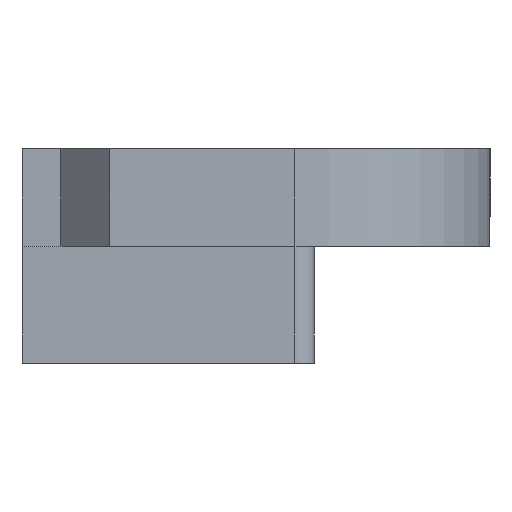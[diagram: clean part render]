
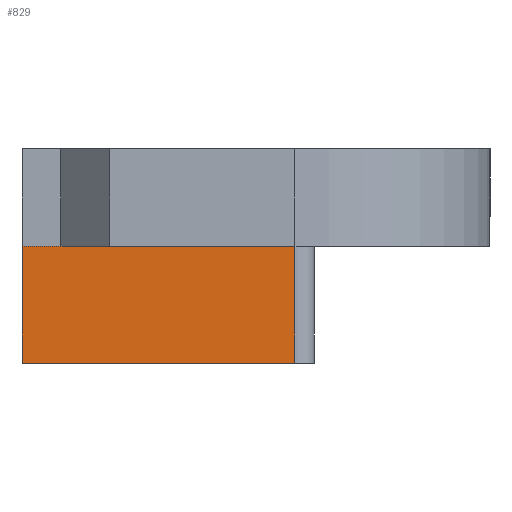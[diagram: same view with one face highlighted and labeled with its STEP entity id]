
A CAD part, front view. The second image highlights one B-rep face of the part: STEP entity #829.
In plain terms, the highlighted planar face has unit normal (0, -1, 0).
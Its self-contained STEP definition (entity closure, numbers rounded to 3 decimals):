
#264 = VERTEX_POINT('',#265);
#265 = CARTESIAN_POINT('',(-5.,-28.,0.));
#272 = EDGE_CURVE('',#273,#264,#275,.T.);
#273 = VERTEX_POINT('',#274);
#274 = CARTESIAN_POINT('',(-11.,-28.,0.));
#275 = LINE('',#276,#277);
#276 = CARTESIAN_POINT('',(-12.,-28.,0.));
#277 = VECTOR('',#278,1.);
#278 = DIRECTION('',(1.,0.,0.));
#829 = ADVANCED_FACE('',(#830),#863,.T.);
#830 = FACE_BOUND('',#831,.T.);
#831 = EDGE_LOOP('',(#832,#842,#850,#856,#857));
#832 = ORIENTED_EDGE('',*,*,#833,.T.);
#833 = EDGE_CURVE('',#834,#836,#838,.T.);
#834 = VERTEX_POINT('',#835);
#835 = CARTESIAN_POINT('',(-12.,-28.,0.));
#836 = VERTEX_POINT('',#837);
#837 = CARTESIAN_POINT('',(-12.,-28.,-3.));
#838 = LINE('',#839,#840);
#839 = CARTESIAN_POINT('',(-12.,-28.,0.));
#840 = VECTOR('',#841,1.);
#841 = DIRECTION('',(-0.,-0.,-1.));
#842 = ORIENTED_EDGE('',*,*,#843,.T.);
#843 = EDGE_CURVE('',#836,#844,#846,.T.);
#844 = VERTEX_POINT('',#845);
#845 = CARTESIAN_POINT('',(-5.,-28.,-3.));
#846 = LINE('',#847,#848);
#847 = CARTESIAN_POINT('',(-12.,-28.,-3.));
#848 = VECTOR('',#849,1.);
#849 = DIRECTION('',(1.,0.,0.));
#850 = ORIENTED_EDGE('',*,*,#851,.F.);
#851 = EDGE_CURVE('',#264,#844,#852,.T.);
#852 = LINE('',#853,#854);
#853 = CARTESIAN_POINT('',(-5.,-28.,0.));
#854 = VECTOR('',#855,1.);
#855 = DIRECTION('',(-0.,-0.,-1.));
#856 = ORIENTED_EDGE('',*,*,#272,.F.);
#857 = ORIENTED_EDGE('',*,*,#858,.F.);
#858 = EDGE_CURVE('',#834,#273,#859,.T.);
#859 = LINE('',#860,#861);
#860 = CARTESIAN_POINT('',(-12.,-28.,0.));
#861 = VECTOR('',#862,1.);
#862 = DIRECTION('',(1.,0.,0.));
#863 = PLANE('',#864);
#864 = AXIS2_PLACEMENT_3D('',#865,#866,#867);
#865 = CARTESIAN_POINT('',(-12.,-28.,0.));
#866 = DIRECTION('',(0.,-1.,0.));
#867 = DIRECTION('',(1.,0.,0.));
